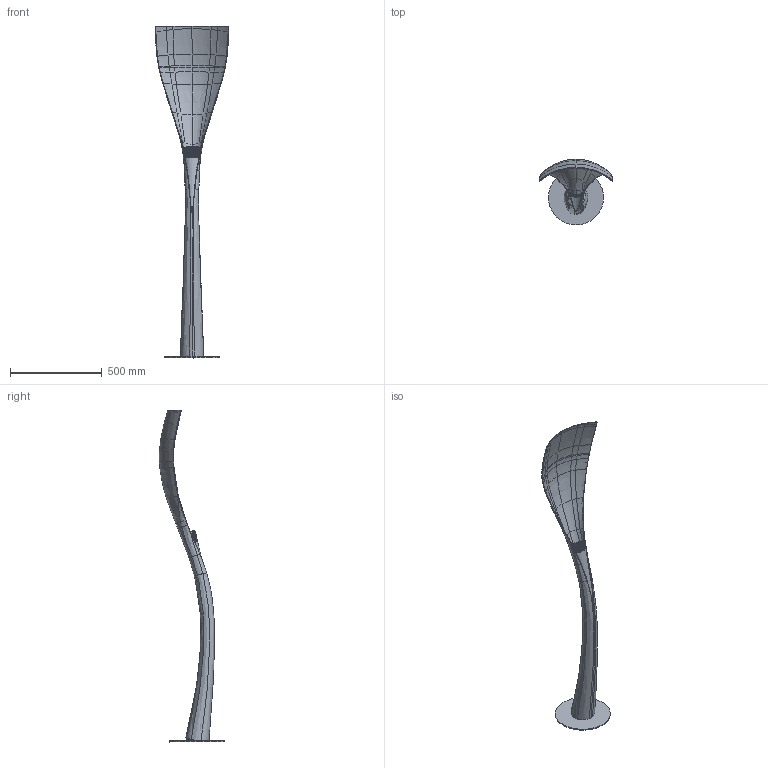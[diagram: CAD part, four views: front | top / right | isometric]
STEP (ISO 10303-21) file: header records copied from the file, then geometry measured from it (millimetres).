
FILE_DESCRIPTION(/* description */ (''),/* implementation_level */ '2;1');
FILE_NAME(/* name */ 'SOLIUM',/* time_stamp */ '2015-03-04T14:35:15+01:00',/* author */ (''),/* organization */ (''),/* preprocessor_version */ 'ST-DEVELOPER v10',/* originating_system */ '',/* authorisation */ '');
FILE_SCHEMA (('CONFIG_CONTROL_DESIGN'));
Length unit declared in the file: millimetre
Products named in the file (1): 1
Bounding box: 398.23 x 356.97 x 1810.18 mm (x, y, z)
Volume: 7759798.9 mm3; surface area: 1051238.6 mm2
Topology: 2 solids, 3 shells, 502 faces, 1502 edges, 1007 vertices
Faces by surface type: bspline 495, plane 7
Entity records: 31518 total; most frequent: CARTESIAN_POINT 22076, ORIENTED_EDGE 3000, EDGE_CURVE 1502, B_SPLINE_CURVE_WITH_KNOTS 1413, VERTEX_POINT 1007, EDGE_LOOP 752, ADVANCED_FACE 502, FACE_OUTER_BOUND 502
